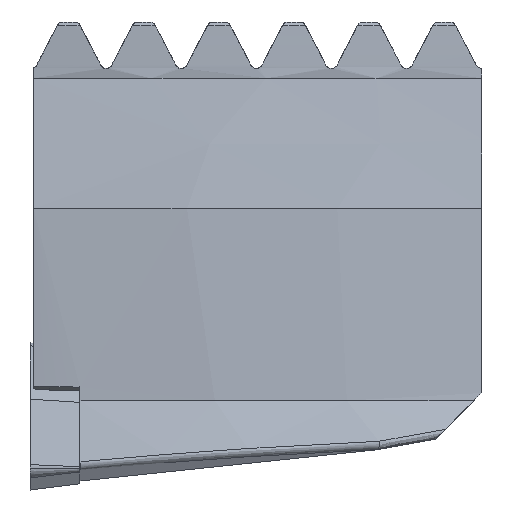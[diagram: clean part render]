
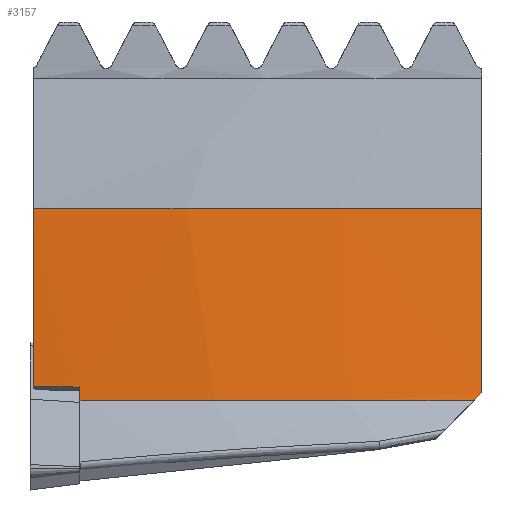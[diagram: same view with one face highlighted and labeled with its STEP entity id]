
A CAD part, left-side view. The second image highlights one B-rep face of the part: STEP entity #3157.
In plain terms, the highlighted cylindrical face has radius 88.06 mm (diameter 176.12 mm), a partial arc.
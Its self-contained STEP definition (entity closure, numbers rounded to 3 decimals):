
#1703=VERTEX_POINT('NONE',#4734);
#1873=EDGE_CURVE('NONE',#3379,#2407,#4918,.T.);
#2407=VERTEX_POINT('NONE',#5507);
#3157=ADVANCED_FACE('NONE',(#6323),#6324,.T.);
#3289=EDGE_CURVE('NONE',#4209,#2407,#6468,.F.);
#3379=VERTEX_POINT('NONE',#6564);
#3431=VERTEX_POINT('NONE',#6624);
#3503=EDGE_CURVE('NONE',#1703,#4207,#6699,.F.);
#3975=VERTEX_POINT('NONE',#7219);
#4117=EDGE_CURVE('NONE',#4207,#3379,#7374,.F.);
#4207=VERTEX_POINT('NONE',#7473);
#4209=VERTEX_POINT('NONE',#7475);
#4225=EDGE_CURVE('NONE',#1703,#3975,#7492,.F.);
#4291=EDGE_CURVE('NONE',#3431,#4209,#7562,.F.);
#4449=EDGE_CURVE('NONE',#3431,#3975,#7735,.F.);
#4734=CARTESIAN_POINT('',(2.526,-3.97,8.214));
#4918=CIRCLE('',#8618,88.06);
#5507=CARTESIAN_POINT('',(10.135,-36.07,22.473));
#6323=FACE_OUTER_BOUND('',#11794,.T.);
#6324=CYLINDRICAL_SURFACE('',#11795,88.06);
#6468=LINE('',#12384,#12385);
#6564=CARTESIAN_POINT('',(2.44,-0.27,22.473));
#6624=CARTESIAN_POINT('',(9.866,-35.464,7.146));
#6699=ELLIPSE('',#12942,114.887,88.06);
#7219=CARTESIAN_POINT('',(2.526,-3.97,7.146));
#7374=LINE('',#14534,#14535);
#7473=CARTESIAN_POINT('',(2.44,-0.27,8.286));
#7475=CARTESIAN_POINT('',(10.135,-36.07,7.753));
#7492=LINE('',#14773,#14774);
#7562=ELLIPSE('',#14954,124.536,88.06);
#7735=CIRCLE('',#15352,88.06);
#8618=AXIS2_PLACEMENT_3D('',#15949,#15950,#15951);
#11794=EDGE_LOOP('',(#17515,#17516,#17517,#17518,#17519,#17520,#17521));
#11795=AXIS2_PLACEMENT_3D('',#17522,#17523,#17524);
#12384=CARTESIAN_POINT('',(10.135,-36.07,7.146));
#12385=VECTOR('',#17692,1.0);
#12942=AXIS2_PLACEMENT_3D('',#17902,#17903,#17904);
#14534=CARTESIAN_POINT('',(2.44,-0.27,7.146));
#14535=VECTOR('',#18665,1.0);
#14773=CARTESIAN_POINT('',(2.526,-3.97,7.146));
#14774=VECTOR('',#18790,1.0);
#14954=AXIS2_PLACEMENT_3D('',#18848,#18849,#18850);
#15352=AXIS2_PLACEMENT_3D('',#19044,#19045,#19046);
#15949=CARTESIAN_POINT('',(90.5,-0.07,22.473));
#15950=DIRECTION('',(0.,0.,1.0));
#15951=DIRECTION('',(0.,1.0,0.));
#17515=ORIENTED_EDGE('',*,*,#4225,.T.);
#17516=ORIENTED_EDGE('',*,*,#4449,.F.);
#17517=ORIENTED_EDGE('',*,*,#4291,.T.);
#17518=ORIENTED_EDGE('',*,*,#3289,.T.);
#17519=ORIENTED_EDGE('',*,*,#1873,.F.);
#17520=ORIENTED_EDGE('',*,*,#4117,.F.);
#17521=ORIENTED_EDGE('',*,*,#3503,.F.);
#17522=CARTESIAN_POINT('',(90.5,-0.07,7.146));
#17523=DIRECTION('',(0.,0.,-1.0));
#17524=DIRECTION('',(0.,1.0,0.));
#17692=DIRECTION('',(0.,0.,-1.0));
#17902=CARTESIAN_POINT('',(90.5,-0.07,-65.5));
#17903=DIRECTION('',(0.642,0.,0.766));
#17904=DIRECTION('',(-0.766,0.,0.642));
#18665=DIRECTION('',(0.,0.,-1.0));
#18790=DIRECTION('',(0.,0.,1.0));
#18848=CARTESIAN_POINT('',(90.5,-0.07,-28.247));
#18849=DIRECTION('',(0.,-0.707,-0.707));
#18850=DIRECTION('',(0.,0.707,-0.707));
#19044=CARTESIAN_POINT('',(90.5,-0.07,7.146));
#19045=DIRECTION('',(0.,0.,1.0));
#19046=DIRECTION('',(0.,1.0,0.));
